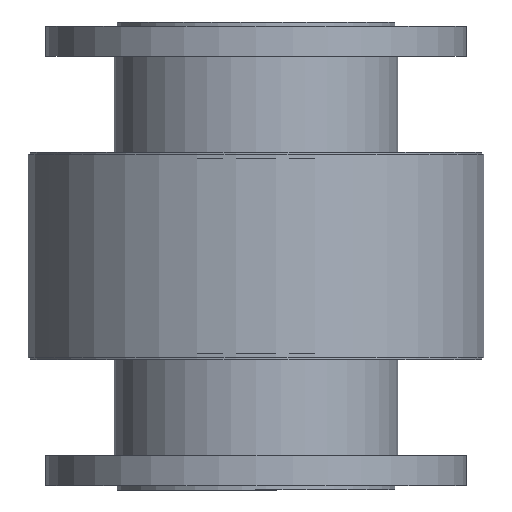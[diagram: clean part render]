
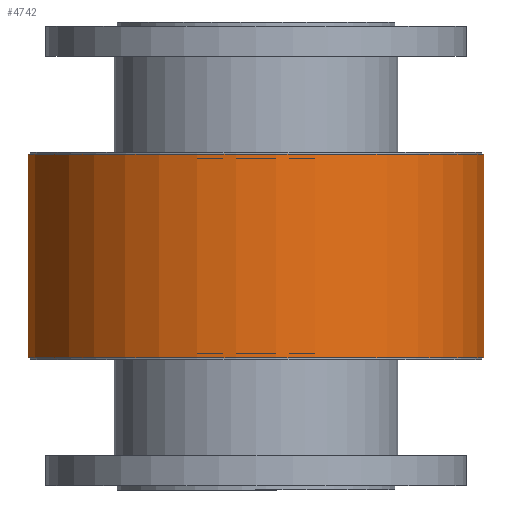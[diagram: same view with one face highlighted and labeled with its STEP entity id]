
A CAD part, front view. The second image highlights one B-rep face of the part: STEP entity #4742.
In plain terms, the highlighted cylindrical face has radius 220 mm (diameter 440 mm), a partial arc.
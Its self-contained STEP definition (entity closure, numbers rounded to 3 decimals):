
#442=LINE('',#7254,#679);
#443=LINE('',#7257,#680);
#679=VECTOR('',#5855,10.);
#680=VECTOR('',#5858,10.);
#906=CYLINDRICAL_SURFACE('',#5112,220.);
#1048=FACE_OUTER_BOUND('',#1371,.T.);
#1371=EDGE_LOOP('',(#3265,#3266,#3267,#3268));
#1745=CIRCLE('',#5111,220.);
#1746=CIRCLE('',#5113,220.);
#2056=VERTEX_POINT('',#7248);
#2057=VERTEX_POINT('',#7249);
#2058=VERTEX_POINT('',#7253);
#2059=VERTEX_POINT('',#7255);
#2514=EDGE_CURVE('',#2057,#2056,#1745,.T.);
#2515=EDGE_CURVE('',#2058,#2057,#442,.T.);
#2516=EDGE_CURVE('',#2059,#2058,#1746,.T.);
#2517=EDGE_CURVE('',#2056,#2059,#443,.T.);
#3265=ORIENTED_EDGE('',*,*,#2515,.F.);
#3266=ORIENTED_EDGE('',*,*,#2516,.F.);
#3267=ORIENTED_EDGE('',*,*,#2517,.F.);
#3268=ORIENTED_EDGE('',*,*,#2514,.F.);
#4742=ADVANCED_FACE('',(#1048),#906,.T.);
#5111=AXIS2_PLACEMENT_3D('',#7251,#5851,#5852);
#5112=AXIS2_PLACEMENT_3D('',#7252,#5853,#5854);
#5113=AXIS2_PLACEMENT_3D('',#7256,#5856,#5857);
#5851=DIRECTION('center_axis',(0.,0.,-1.));
#5852=DIRECTION('ref_axis',(-0.575,0.818,0.));
#5853=DIRECTION('center_axis',(0.,0.,1.));
#5854=DIRECTION('ref_axis',(0.,-1.,0.));
#5855=DIRECTION('',(0.,0.,-1.));
#5856=DIRECTION('center_axis',(0.,0.,1.));
#5857=DIRECTION('ref_axis',(-0.575,0.818,0.));
#5858=DIRECTION('',(0.,0.,1.));
#7248=CARTESIAN_POINT('',(-144.454,183.971,-98.));
#7249=CARTESIAN_POINT('',(108.528,183.971,-98.));
#7251=CARTESIAN_POINT('Origin',(-17.963,3.971,-98.));
#7252=CARTESIAN_POINT('Origin',(-17.963,3.971,0.));
#7253=CARTESIAN_POINT('',(108.528,183.971,98.));
#7254=CARTESIAN_POINT('',(108.528,183.971,0.));
#7255=CARTESIAN_POINT('',(-144.454,183.971,98.));
#7256=CARTESIAN_POINT('Origin',(-17.963,3.971,98.));
#7257=CARTESIAN_POINT('',(-144.454,183.971,0.));
